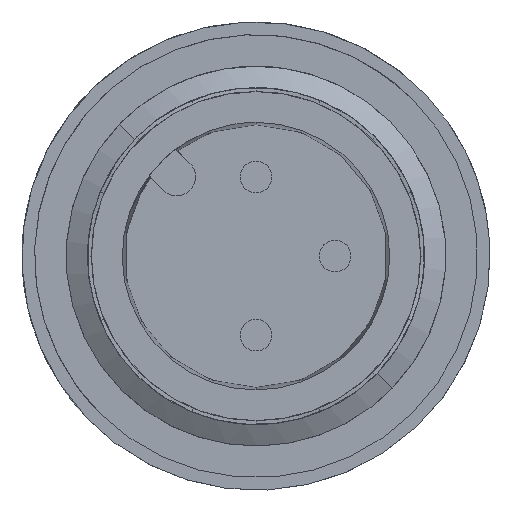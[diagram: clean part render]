
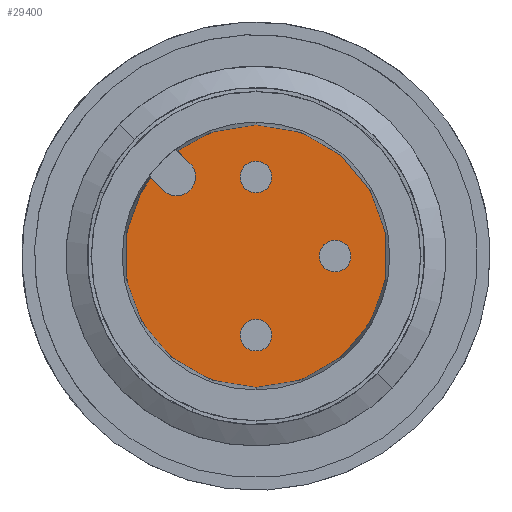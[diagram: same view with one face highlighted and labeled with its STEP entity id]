
A CAD part, left-side view. The second image highlights one B-rep face of the part: STEP entity #29400.
In plain terms, the highlighted face is planar.
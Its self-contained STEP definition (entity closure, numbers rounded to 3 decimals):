
#12250=CARTESIAN_POINT('',(-3.328,2.479,-37.9));
#12260=VERTEX_POINT('',#12250);
#12530=CARTESIAN_POINT('',(-2.479,3.328,-37.9));
#12540=VERTEX_POINT('',#12530);
#12570=CARTESIAN_POINT('',(0.,0.,
-37.9));
#12580=DIRECTION('',(0.,0.,-1.));
#12590=DIRECTION('',(1.,0.,0.));
#12600=AXIS2_PLACEMENT_3D('',#12570,#12580,#12590);
#12610=CIRCLE('',#12600,4.15);
#12620=CARTESIAN_POINT('',(4.15,0.,-37.9))
;
#12630=VERTEX_POINT('',#12620);
#12640=EDGE_CURVE('',#12540,#12630,#12610,.T.);
#12780=CARTESIAN_POINT('',(-4.15,0.,-37.9)
);
#12790=VERTEX_POINT('',#12780);
#12820=EDGE_CURVE('',#12790,#12260,#12610,.T.);
#12990=CARTESIAN_POINT('',(-2.086,2.934,-37.9));
#13000=VERTEX_POINT('',#12990);
#13030=CARTESIAN_POINT('',(-31.86,32.709,
-37.9));
#13040=DIRECTION('',(-0.707,0.707,
0.));
#13050=VECTOR('',#13040,1.);
#13060=LINE('',#13030,#13050);
#13070=EDGE_CURVE('',#13000,#12540,#13060,.T.);
#13710=CARTESIAN_POINT('',(-2.854,-0.354,-37.9));
#13720=VERTEX_POINT('',#13710);
#13770=CARTESIAN_POINT('',(-2.5,0.,-37.9))
;
#13780=DIRECTION('',(0.,0.,-1.));
#13790=DIRECTION('',(-0.707,-0.707,
0.));
#13800=AXIS2_PLACEMENT_3D('',#13770,#13780,#13790);
#13810=CIRCLE('',#13800,0.5);
#13820=CARTESIAN_POINT('',(-2.146,0.354,-37.9));
#13830=VERTEX_POINT('',#13820);
#13840=EDGE_CURVE('',#13830,#13720,#13810,.T.);
#21020=CARTESIAN_POINT('',(2.146,-0.354,-37.9));
#21030=VERTEX_POINT('',#21020);
#21080=CARTESIAN_POINT('',(2.5,0.,-37.9));
#21090=DIRECTION('',(0.,0.,-1.));
#21100=DIRECTION('',(-0.707,-0.707,
0.));
#21110=AXIS2_PLACEMENT_3D('',#21080,#21090,#21100);
#21120=CIRCLE('',#21110,0.5);
#21130=CARTESIAN_POINT('',(2.854,0.354,-37.9));
#21140=VERTEX_POINT('',#21130);
#21150=EDGE_CURVE('',#21140,#21030,#21120,.T.);
#21420=CARTESIAN_POINT('',(-31.86,31.012,
-37.9));
#21430=DIRECTION('',(0.707,-0.707,
0.));
#21440=VECTOR('',#21430,1.);
#21450=LINE('',#21420,#21440);
#21460=CARTESIAN_POINT('',(-2.934,2.086,-37.9));
#21470=VERTEX_POINT('',#21460);
#21480=EDGE_CURVE('',#12260,#21470,#21450,.T.);
#24310=CARTESIAN_POINT('',(-0.354,-2.854,-37.9));
#24320=VERTEX_POINT('',#24310);
#24350=CARTESIAN_POINT('',(0.,-2.5,-37.9)
);
#24360=DIRECTION('',(0.,0.,-1.));
#24370=DIRECTION('',(-0.707,-0.707,
0.));
#24380=AXIS2_PLACEMENT_3D('',#24350,#24360,#24370);
#24390=CIRCLE('',#24380,0.5);
#24400=CARTESIAN_POINT('',(0.354,-2.146,-37.9));
#24410=VERTEX_POINT('',#24400);
#24420=EDGE_CURVE('',#24410,#24320,#24390,.T.);
#29050=CARTESIAN_POINT('',(-0.035,-1.138,-37.9))
;
#29060=DIRECTION('',(0.,0.,-1.));
#29070=DIRECTION('',(0.707,-0.707,
0.));
#29080=AXIS2_PLACEMENT_3D('',#29050,#29060,#29070);
#29090=PLANE('',#29080);
#29100=EDGE_CURVE('',#13720,#13830,#13810,.T.);
#29110=ORIENTED_EDGE('',*,*,#29100,.F.);
#29120=ORIENTED_EDGE('',*,*,#13840,.F.);
#29130=EDGE_LOOP('',(#29120,#29110));
#29140=FACE_BOUND('',#29130,.T.);
#29150=EDGE_CURVE('',#24320,#24410,#24390,.T.);
#29160=ORIENTED_EDGE('',*,*,#29150,.F.);
#29170=ORIENTED_EDGE('',*,*,#24420,.F.);
#29180=EDGE_LOOP('',(#29170,#29160));
#29190=FACE_BOUND('',#29180,.T.);
#29200=EDGE_CURVE('',#21030,#21140,#21120,.T.);
#29210=ORIENTED_EDGE('',*,*,#29200,.F.);
#29220=ORIENTED_EDGE('',*,*,#21150,.F.);
#29230=EDGE_LOOP('',(#29220,#29210));
#29240=FACE_BOUND('',#29230,.T.);
#29250=EDGE_CURVE('',#12630,#12790,#12610,.T.);
#29260=ORIENTED_EDGE('',*,*,#29250,.T.);
#29270=ORIENTED_EDGE('',*,*,#12640,.T.);
#29280=ORIENTED_EDGE('',*,*,#13070,.T.);
#29290=CARTESIAN_POINT('',(-2.51,2.51,-37.9));
#29300=DIRECTION('',(0.,0.,-1.));
#29310=DIRECTION('',(1.,0.,0.));
#29320=AXIS2_PLACEMENT_3D('',#29290,#29300,#29310);
#29330=CIRCLE('',#29320,0.6);
#29340=EDGE_CURVE('',#13000,#21470,#29330,.T.);
#29350=ORIENTED_EDGE('',*,*,#29340,.F.);
#29360=ORIENTED_EDGE('',*,*,#21480,.T.);
#29370=ORIENTED_EDGE('',*,*,#12820,.T.);
#29380=EDGE_LOOP('',(#29370,#29360,#29350,#29280,#29270,#29260));
#29390=FACE_OUTER_BOUND('',#29380,.T.);
#29400=ADVANCED_FACE('',(#29140,#29190,#29240,#29390),#29090,.T.);
